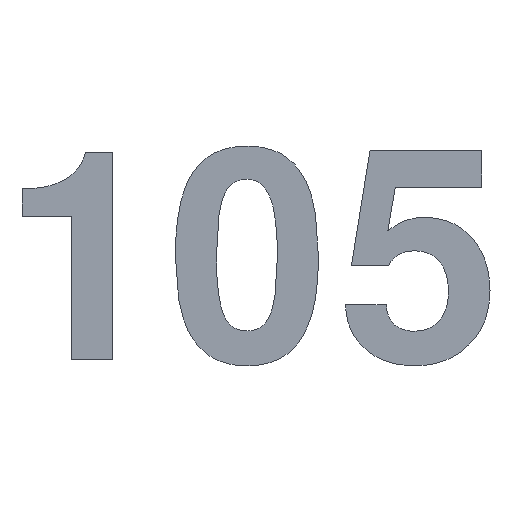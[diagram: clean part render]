
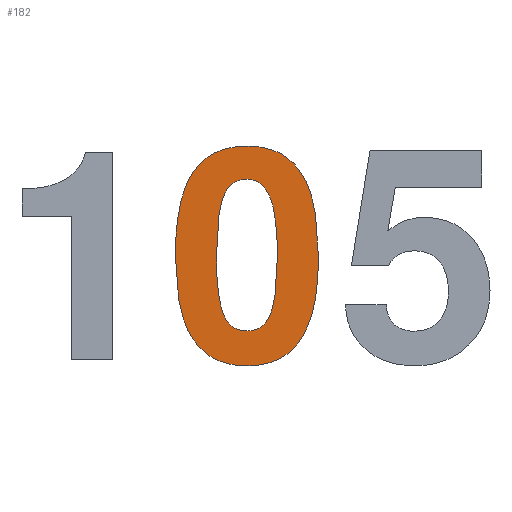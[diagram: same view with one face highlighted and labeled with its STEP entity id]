
A CAD part, top view. The second image highlights one B-rep face of the part: STEP entity #182.
In plain terms, the highlighted planar face has unit normal (0, 0, 1).
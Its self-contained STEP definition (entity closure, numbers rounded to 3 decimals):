
#11=FACE_BOUND('',#38,.T.);
#12=B_SPLINE_CURVE_WITH_KNOTS('',3,(#249,#250,#251,#252),.UNSPECIFIED.,
 .F.,.F.,(4,4),(0.,1.),.UNSPECIFIED.);
#13=B_SPLINE_CURVE_WITH_KNOTS('',3,(#254,#255,#256,#257),.UNSPECIFIED.,
 .F.,.F.,(4,4),(0.,1.),.UNSPECIFIED.);
#14=B_SPLINE_CURVE_WITH_KNOTS('',3,(#259,#260,#261,#262),.UNSPECIFIED.,
 .F.,.F.,(4,4),(0.,1.),.UNSPECIFIED.);
#15=B_SPLINE_CURVE_WITH_KNOTS('',3,(#263,#264,#265,#266),.UNSPECIFIED.,
 .F.,.F.,(4,4),(0.,1.),.UNSPECIFIED.);
#16=B_SPLINE_CURVE_WITH_KNOTS('',3,(#269,#270,#271,#272),.UNSPECIFIED.,
 .F.,.F.,(4,4),(0.,1.),.UNSPECIFIED.);
#17=B_SPLINE_CURVE_WITH_KNOTS('',3,(#274,#275,#276,#277),.UNSPECIFIED.,
 .F.,.F.,(4,4),(0.,1.),.UNSPECIFIED.);
#18=B_SPLINE_CURVE_WITH_KNOTS('',3,(#279,#280,#281,#282),.UNSPECIFIED.,
 .F.,.F.,(4,4),(0.,1.),.UNSPECIFIED.);
#19=B_SPLINE_CURVE_WITH_KNOTS('',3,(#283,#284,#285,#286),.UNSPECIFIED.,
 .F.,.F.,(4,4),(0.,1.),.UNSPECIFIED.);
#34=FACE_OUTER_BOUND('',#37,.T.);
#37=EDGE_LOOP('',(#144,#145,#146,#147));
#38=EDGE_LOOP('',(#148,#149,#150,#151));
#74=VERTEX_POINT('',#247);
#75=VERTEX_POINT('',#248);
#76=VERTEX_POINT('',#253);
#77=VERTEX_POINT('',#258);
#78=VERTEX_POINT('',#267);
#79=VERTEX_POINT('',#268);
#80=VERTEX_POINT('',#273);
#81=VERTEX_POINT('',#278);
#109=EDGE_CURVE('',#74,#75,#12,.T.);
#110=EDGE_CURVE('',#75,#76,#13,.T.);
#111=EDGE_CURVE('',#76,#77,#14,.T.);
#112=EDGE_CURVE('',#77,#74,#15,.T.);
#113=EDGE_CURVE('',#78,#79,#16,.T.);
#114=EDGE_CURVE('',#79,#80,#17,.T.);
#115=EDGE_CURVE('',#80,#81,#18,.T.);
#116=EDGE_CURVE('',#81,#78,#19,.T.);
#144=ORIENTED_EDGE('',*,*,#109,.T.);
#145=ORIENTED_EDGE('',*,*,#110,.T.);
#146=ORIENTED_EDGE('',*,*,#111,.T.);
#147=ORIENTED_EDGE('',*,*,#112,.T.);
#148=ORIENTED_EDGE('',*,*,#113,.T.);
#149=ORIENTED_EDGE('',*,*,#114,.T.);
#150=ORIENTED_EDGE('',*,*,#115,.T.);
#151=ORIENTED_EDGE('',*,*,#116,.T.);
#173=PLANE('',#205);
#182=ADVANCED_FACE('',(#34,#11),#173,.F.);
#205=AXIS2_PLACEMENT_3D('',#246,#219,#220);
#219=DIRECTION('center_axis',(0.,0.,-1.));
#220=DIRECTION('ref_axis',(-1.,0.,0.));
#246=CARTESIAN_POINT('Origin',(0.,-0.007,
1.34));
#247=CARTESIAN_POINT('',(0.,-0.243,1.34));
#248=CARTESIAN_POINT('',(0.153,-0.01,1.34));
#249=CARTESIAN_POINT('Ctrl Pts',(0.,-0.243,
1.34));
#250=CARTESIAN_POINT('Ctrl Pts',(0.124,-0.243,1.34));
#251=CARTESIAN_POINT('Ctrl Pts',(0.153,-0.136,1.34));
#252=CARTESIAN_POINT('Ctrl Pts',(0.153,-0.01,1.34));
#253=CARTESIAN_POINT('',(0.,0.228,1.34));
#254=CARTESIAN_POINT('Ctrl Pts',(0.153,-0.01,1.34));
#255=CARTESIAN_POINT('Ctrl Pts',(0.153,0.132,1.34));
#256=CARTESIAN_POINT('Ctrl Pts',(0.12,0.228,1.34));
#257=CARTESIAN_POINT('Ctrl Pts',(0.,0.228,1.34));
#258=CARTESIAN_POINT('',(-0.153,-0.008,1.34));
#259=CARTESIAN_POINT('Ctrl Pts',(0.,0.228,1.34));
#260=CARTESIAN_POINT('Ctrl Pts',(-0.119,0.228,1.34));
#261=CARTESIAN_POINT('Ctrl Pts',(-0.153,0.134,1.34));
#262=CARTESIAN_POINT('Ctrl Pts',(-0.153,-0.008,1.34));
#263=CARTESIAN_POINT('Ctrl Pts',(-0.153,-0.008,1.34));
#264=CARTESIAN_POINT('Ctrl Pts',(-0.153,-0.138,1.34));
#265=CARTESIAN_POINT('Ctrl Pts',(-0.122,-0.243,1.34));
#266=CARTESIAN_POINT('Ctrl Pts',(0.,-0.243,
1.34));
#267=CARTESIAN_POINT('',(0.066,-0.008,1.34));
#268=CARTESIAN_POINT('',(0.,-0.168,1.34));
#269=CARTESIAN_POINT('Ctrl Pts',(0.066,-0.008,
1.34));
#270=CARTESIAN_POINT('Ctrl Pts',(0.066,-0.142,1.34));
#271=CARTESIAN_POINT('Ctrl Pts',(0.04,-0.168,1.34));
#272=CARTESIAN_POINT('Ctrl Pts',(0.,-0.168,
1.34));
#273=CARTESIAN_POINT('',(-0.065,-0.007,1.34));
#274=CARTESIAN_POINT('Ctrl Pts',(0.,-0.168,
1.34));
#275=CARTESIAN_POINT('Ctrl Pts',(-0.041,-0.168,1.34));
#276=CARTESIAN_POINT('Ctrl Pts',(-0.065,-0.141,
1.34));
#277=CARTESIAN_POINT('Ctrl Pts',(-0.065,-0.007,1.34));
#278=CARTESIAN_POINT('',(0.,0.157,1.34));
#279=CARTESIAN_POINT('Ctrl Pts',(-0.065,-0.007,1.34));
#280=CARTESIAN_POINT('Ctrl Pts',(-0.065,0.12,1.34));
#281=CARTESIAN_POINT('Ctrl Pts',(-0.045,0.157,1.34));
#282=CARTESIAN_POINT('Ctrl Pts',(0.,0.157,1.34));
#283=CARTESIAN_POINT('Ctrl Pts',(0.,0.157,1.34));
#284=CARTESIAN_POINT('Ctrl Pts',(0.04,0.157,1.34));
#285=CARTESIAN_POINT('Ctrl Pts',(0.066,0.12,1.34));
#286=CARTESIAN_POINT('Ctrl Pts',(0.066,-0.008,
1.34));
